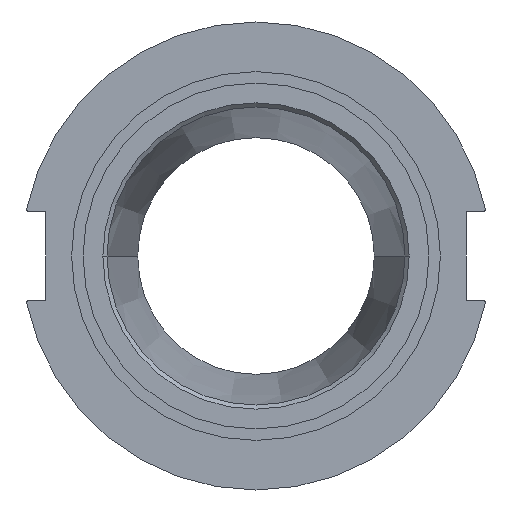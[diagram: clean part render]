
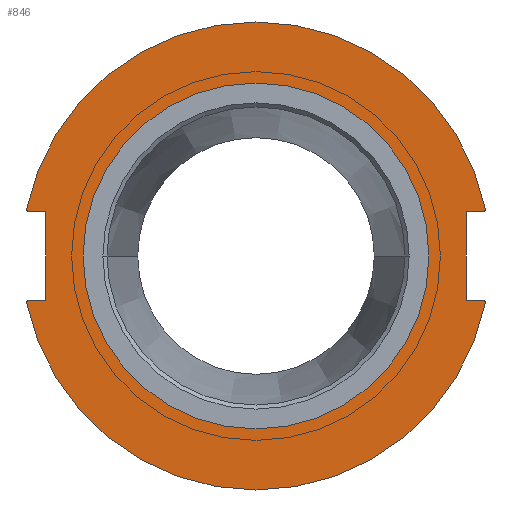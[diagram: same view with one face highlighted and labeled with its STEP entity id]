
A CAD part, left-side view. The second image highlights one B-rep face of the part: STEP entity #846.
In plain terms, the highlighted planar face has unit normal (-1, 0, 0).
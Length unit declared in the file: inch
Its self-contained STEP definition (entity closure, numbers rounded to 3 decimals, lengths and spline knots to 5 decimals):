
#187=CARTESIAN_POINT('',(0.,0.,0.));
#188=DIRECTION('',(-1.,0.,0.));
#189=DIRECTION('',(0.,1.,0.));
#190=AXIS2_PLACEMENT_3D('',#187,#188,#189);
#192=CARTESIAN_POINT('',(0.,0.,0.));
#193=DIRECTION('',(-1.,0.,0.));
#194=DIRECTION('',(0.,-1.,0.));
#195=AXIS2_PLACEMENT_3D('',#192,#193,#194);
#197=CARTESIAN_POINT('',(0.,1.91979,0.395));
#198=DIRECTION('',(-1.,0.,0.));
#199=DIRECTION('',(0.,0.979,0.202));
#200=AXIS2_PLACEMENT_3D('',#197,#198,#199);
#202=CARTESIAN_POINT('',(0.,0.,0.));
#203=DIRECTION('',(1.,0.,0.));
#204=DIRECTION('',(0.,0.979,0.202));
#205=AXIS2_PLACEMENT_3D('',#202,#203,#204);
#207=CARTESIAN_POINT('',(0.,-1.91979,0.395));
#208=DIRECTION('',(-1.,0.,0.));
#209=DIRECTION('',(0.,0.,-1.));
#210=AXIS2_PLACEMENT_3D('',#207,#208,#209);
#212=DIRECTION('',(0.,1.,0.));
#213=VECTOR('',#212,0.14229);
#214=CARTESIAN_POINT('',(0.,-1.91979,0.375));
#215=LINE('',#214,#213);
#216=DIRECTION('',(0.,0.,-1.));
#217=VECTOR('',#216,0.75);
#218=CARTESIAN_POINT('',(0.,-1.7775,0.375));
#219=LINE('',#218,#217);
#220=DIRECTION('',(0.,1.,0.));
#221=VECTOR('',#220,0.14229);
#222=CARTESIAN_POINT('',(0.,-1.91979,-0.375));
#223=LINE('',#222,#221);
#224=CARTESIAN_POINT('',(0.,-1.91979,-0.395));
#225=DIRECTION('',(-1.,0.,0.));
#226=DIRECTION('',(0.,-0.979,-0.202));
#227=AXIS2_PLACEMENT_3D('',#224,#225,#226);
#229=CARTESIAN_POINT('',(0.,0.,0.));
#230=DIRECTION('',(-1.,0.,0.));
#231=DIRECTION('',(0.,0.979,-0.202));
#232=AXIS2_PLACEMENT_3D('',#229,#230,#231);
#234=CARTESIAN_POINT('',(0.,1.91979,-0.395));
#235=DIRECTION('',(-1.,0.,0.));
#236=DIRECTION('',(0.,0.,1.));
#237=AXIS2_PLACEMENT_3D('',#234,#235,#236);
#239=DIRECTION('',(0.,-1.,0.));
#240=VECTOR('',#239,0.14229);
#241=CARTESIAN_POINT('',(0.,1.91979,-0.375));
#242=LINE('',#241,#240);
#243=DIRECTION('',(0.,0.,1.));
#244=VECTOR('',#243,0.75);
#245=CARTESIAN_POINT('',(0.,1.7775,-0.375));
#246=LINE('',#245,#244);
#247=DIRECTION('',(0.,-1.,0.));
#248=VECTOR('',#247,0.14229);
#249=CARTESIAN_POINT('',(0.,1.91979,0.375));
#250=LINE('',#249,#248);
#489=CARTESIAN_POINT('',(0.,1.463,0.));
#490=CARTESIAN_POINT('',(0.,-1.463,0.));
#491=VERTEX_POINT('',#489);
#492=VERTEX_POINT('',#490);
#501=CARTESIAN_POINT('',(0.,1.7775,-0.375));
#502=CARTESIAN_POINT('',(0.,1.7775,0.375));
#503=VERTEX_POINT('',#501);
#504=VERTEX_POINT('',#502);
#505=CARTESIAN_POINT('',(0.,-1.7775,0.375));
#506=CARTESIAN_POINT('',(0.,-1.7775,-0.375));
#507=VERTEX_POINT('',#505);
#508=VERTEX_POINT('',#506);
#517=CARTESIAN_POINT('',(0.,1.93937,0.39903));
#518=CARTESIAN_POINT('',(0.,1.91979,0.375));
#519=VERTEX_POINT('',#517);
#520=VERTEX_POINT('',#518);
#525=CARTESIAN_POINT('',(0.,1.91979,-0.375));
#526=CARTESIAN_POINT('',(0.,1.93937,-0.39903));
#527=VERTEX_POINT('',#525);
#528=VERTEX_POINT('',#526);
#533=CARTESIAN_POINT('',(0.,-1.93937,-0.39903));
#534=CARTESIAN_POINT('',(0.,-1.91979,-0.375));
#535=VERTEX_POINT('',#533);
#536=VERTEX_POINT('',#534);
#541=CARTESIAN_POINT('',(0.,-1.91979,0.375));
#542=CARTESIAN_POINT('',(0.,-1.93937,0.39903));
#543=VERTEX_POINT('',#541);
#544=VERTEX_POINT('',#542);
#810=CARTESIAN_POINT('',(0.,0.,0.));
#811=DIRECTION('',(-1.,0.,0.));
#812=DIRECTION('',(0.,1.,0.));
#813=AXIS2_PLACEMENT_3D('',#810,#811,#812);
#814=PLANE('',#813);
#815=ORIENTED_EDGE('',*,*,#800,.F.);
#817=ORIENTED_EDGE('',*,*,#816,.T.);
#819=ORIENTED_EDGE('',*,*,#818,.F.);
#821=ORIENTED_EDGE('',*,*,#820,.T.);
#823=ORIENTED_EDGE('',*,*,#822,.T.);
#825=ORIENTED_EDGE('',*,*,#824,.F.);
#827=ORIENTED_EDGE('',*,*,#826,.F.);
#829=ORIENTED_EDGE('',*,*,#828,.F.);
#831=ORIENTED_EDGE('',*,*,#830,.F.);
#833=ORIENTED_EDGE('',*,*,#832,.T.);
#835=ORIENTED_EDGE('',*,*,#834,.T.);
#837=ORIENTED_EDGE('',*,*,#836,.F.);
#838=EDGE_LOOP('',(#815,#817,#819,#821,#823,#825,#827,#829,#831,#833,#835,
#837));
#839=FACE_OUTER_BOUND('',#838,.F.);
#841=ORIENTED_EDGE('',*,*,#840,.T.);
#843=ORIENTED_EDGE('',*,*,#842,.T.);
#844=EDGE_LOOP('',(#841,#843));
#845=FACE_BOUND('',#844,.F.);
#191=CIRCLE('',#190,1.463);
#196=CIRCLE('',#195,1.463);
#201=CIRCLE('',#200,0.02);
#206=CIRCLE('',#205,1.98);
#211=CIRCLE('',#210,0.02);
#228=CIRCLE('',#227,0.02);
#233=CIRCLE('',#232,1.98);
#238=CIRCLE('',#237,0.02);
#800=EDGE_CURVE('',#519,#520,#201,.T.);
#816=EDGE_CURVE('',#519,#544,#206,.T.);
#818=EDGE_CURVE('',#543,#544,#211,.T.);
#820=EDGE_CURVE('',#543,#507,#215,.T.);
#822=EDGE_CURVE('',#507,#508,#219,.T.);
#824=EDGE_CURVE('',#536,#508,#223,.T.);
#826=EDGE_CURVE('',#535,#536,#228,.T.);
#828=EDGE_CURVE('',#528,#535,#233,.T.);
#830=EDGE_CURVE('',#527,#528,#238,.T.);
#832=EDGE_CURVE('',#527,#503,#242,.T.);
#834=EDGE_CURVE('',#503,#504,#246,.T.);
#836=EDGE_CURVE('',#520,#504,#250,.T.);
#840=EDGE_CURVE('',#491,#492,#191,.T.);
#842=EDGE_CURVE('',#492,#491,#196,.T.);
#846=ADVANCED_FACE('',(#839,#845),#814,.T.);
